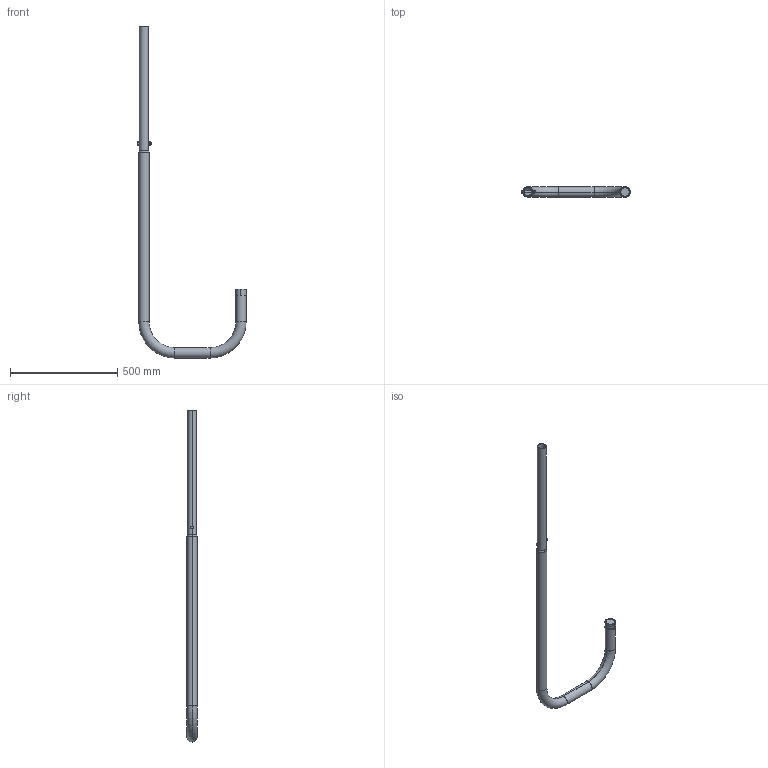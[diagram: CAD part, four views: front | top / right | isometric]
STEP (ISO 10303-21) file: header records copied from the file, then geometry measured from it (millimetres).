
FILE_DESCRIPTION (( 'STEP AP203' ), '1' );
FILE_NAME ('0629145000.STEP', '2024-05-28T11:42:45', ( '' ), ( '' ), 'SwSTEP 2.0', 'SolidWorks 2022', '' );
FILE_SCHEMA (( 'CONFIG_CONTROL_DESIGN' ));
Length unit declared in the file: metre
Products named in the file (1): 0629145000
Bounding box: 506.4 x 50.5 x 1544.85 mm (x, y, z)
Volume: 887814.7 mm3; surface area: 600490.8 mm2
Topology: 4 solids, 4 shells, 111 faces, 234 edges, 131 vertices
Faces by surface type: cylinder 34, cone 33, plane 24, torus 20
Entity records: 3386 total; most frequent: CARTESIAN_POINT 937, DIRECTION 533, ORIENTED_EDGE 468, EDGE_CURVE 234, AXIS2_PLACEMENT_3D 231, VERTEX_POINT 131, EDGE_LOOP 119, CIRCLE 119
